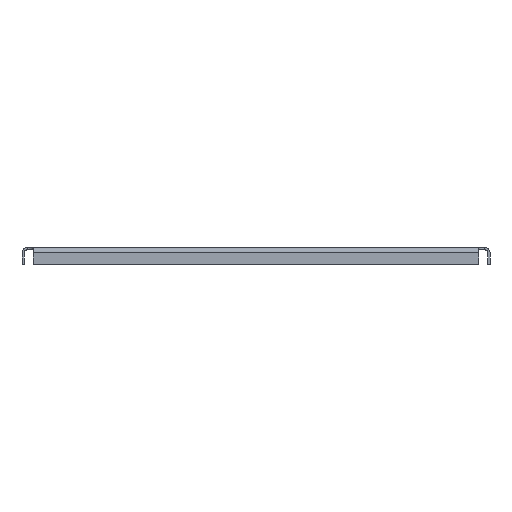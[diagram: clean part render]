
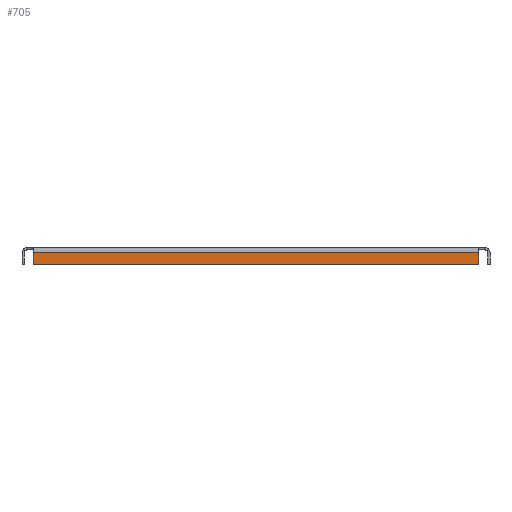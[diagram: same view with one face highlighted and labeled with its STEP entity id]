
A CAD part, left-side view. The second image highlights one B-rep face of the part: STEP entity #705.
In plain terms, the highlighted planar face has unit normal (-1, 0, 0).
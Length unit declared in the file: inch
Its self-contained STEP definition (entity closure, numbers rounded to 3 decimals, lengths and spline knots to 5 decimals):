
#24 = PLANE ( 'NONE',  #572 ) ;
#119 = ORIENTED_EDGE ( 'NONE', *, *, #191, .T. ) ;
#191 = EDGE_CURVE ( 'NONE', #635, #1044, #268, .T. ) ;
#224 = CARTESIAN_POINT ( 'NONE',  ( -23.8163, -24.61211, -29.89476 ) ) ;
#248 = VERTEX_POINT ( 'NONE', #1342 ) ;
#268 = LINE ( 'NONE', #749, #873 ) ;
#318 = CARTESIAN_POINT ( 'NONE',  ( -23.8163, -24.11211, -29.37476 ) ) ;
#324 = VECTOR ( 'NONE', #673, 39.37008 ) ;
#350 = EDGE_CURVE ( 'NONE', #635, #653, #1331, .T. ) ;
#351 = DIRECTION ( 'NONE',  ( -1., 0., 0. ) ) ;
#423 = EDGE_CURVE ( 'NONE', #248, #653, #1262, .T. ) ;
#430 = VECTOR ( 'NONE', #541, 39.37008 ) ;
#433 = ORIENTED_EDGE ( 'NONE', *, *, #423, .T. ) ;
#541 = DIRECTION ( 'NONE',  ( 0., 0., 1. ) ) ;
#572 = AXIS2_PLACEMENT_3D ( 'NONE', #1057, #351, #1177 ) ;
#584 = EDGE_CURVE ( 'NONE', #1044, #248, #1348, .T. ) ;
#635 = VERTEX_POINT ( 'NONE', #224 ) ;
#653 = VERTEX_POINT ( 'NONE', #1163 ) ;
#673 = DIRECTION ( 'NONE',  ( 0., 1., 0. ) ) ;
#680 = CARTESIAN_POINT ( 'NONE',  ( -23.8163, -44.61211, -29.89476 ) ) ;
#705 = ADVANCED_FACE ( 'NONE', ( #818 ), #24, .T. ) ;
#728 = VECTOR ( 'NONE', #1269, 39.37008 ) ;
#749 = CARTESIAN_POINT ( 'NONE',  ( -23.8163, -24.11211, -29.89476 ) ) ;
#818 = FACE_OUTER_BOUND ( 'NONE', #993, .T. ) ;
#864 = DIRECTION ( 'NONE',  ( 0., -1., 0. ) ) ;
#873 = VECTOR ( 'NONE', #864, 39.37008 ) ;
#993 = EDGE_LOOP ( 'NONE', ( #1311, #433, #1117, #119 ) ) ;
#1044 = VERTEX_POINT ( 'NONE', #1108 ) ;
#1057 = CARTESIAN_POINT ( 'NONE',  ( -23.8163, -24.11211, -29.89476 ) ) ;
#1108 = CARTESIAN_POINT ( 'NONE',  ( -23.8163, -44.61211, -29.89476 ) ) ;
#1117 = ORIENTED_EDGE ( 'NONE', *, *, #350, .F. ) ;
#1163 = CARTESIAN_POINT ( 'NONE',  ( -23.8163, -24.61211, -29.37476 ) ) ;
#1177 = DIRECTION ( 'NONE',  ( 0., 0., 1. ) ) ;
#1253 = CARTESIAN_POINT ( 'NONE',  ( -23.8163, -24.61211, -29.89476 ) ) ;
#1262 = LINE ( 'NONE', #318, #324 ) ;
#1269 = DIRECTION ( 'NONE',  ( 0., 0., 1. ) ) ;
#1311 = ORIENTED_EDGE ( 'NONE', *, *, #584, .T. ) ;
#1331 = LINE ( 'NONE', #1253, #430 ) ;
#1342 = CARTESIAN_POINT ( 'NONE',  ( -23.8163, -44.61211, -29.37476 ) ) ;
#1348 = LINE ( 'NONE', #680, #728 ) ;
